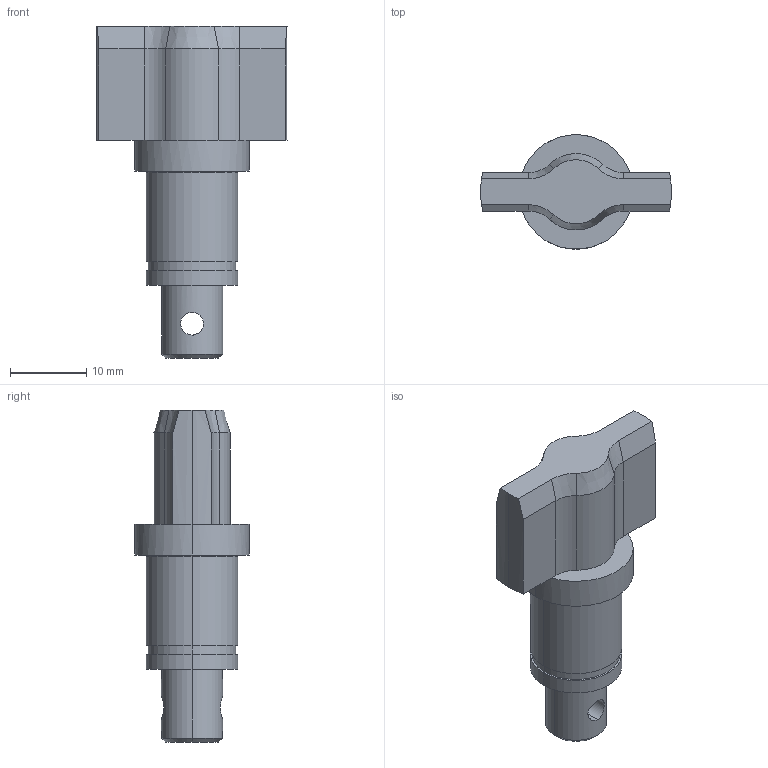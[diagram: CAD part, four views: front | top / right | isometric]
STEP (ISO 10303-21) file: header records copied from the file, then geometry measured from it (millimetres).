
FILE_DESCRIPTION (( 'STEP AP214' ), '1' );
FILE_NAME ('Accouplement male V3.STEP', '2020-02-29T00:50:28', ( '' ), ( '' ), 'SwSTEP 2.0', 'SolidWorks 2019', '' );
FILE_SCHEMA (( 'AUTOMOTIVE_DESIGN' ));
Length unit declared in the file: millimetre
Products named in the file (1): Accouplement male V3
Bounding box: 24.99 x 15 x 43.5 mm (x, y, z)
Volume: 5098.8 mm3; surface area: 2396 mm2
Topology: 1 solids, 1 shells, 49 faces, 113 edges, 70 vertices
Faces by surface type: cylinder 21, plane 18, cone 8, torus 2
Entity records: 1523 total; most frequent: CARTESIAN_POINT 345, DIRECTION 259, ORIENTED_EDGE 226, EDGE_CURVE 113, AXIS2_PLACEMENT_3D 104, VERTEX_POINT 70, EDGE_LOOP 55, CIRCLE 54
